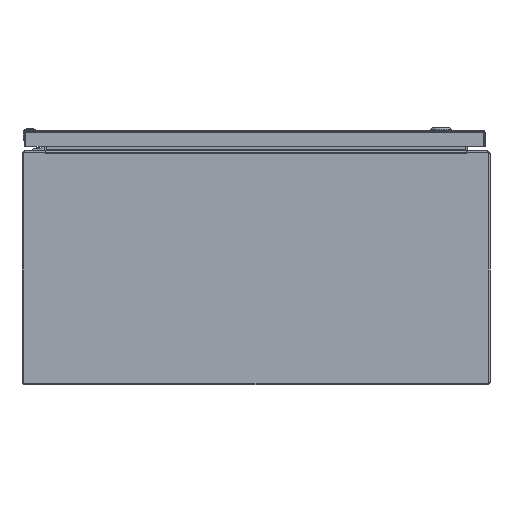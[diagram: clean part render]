
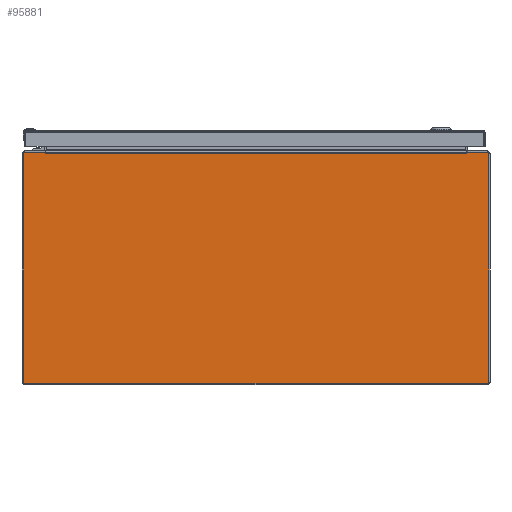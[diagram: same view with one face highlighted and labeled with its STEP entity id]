
A CAD part, front view. The second image highlights one B-rep face of the part: STEP entity #95881.
In plain terms, the highlighted planar face has unit normal (0, -1, 0).
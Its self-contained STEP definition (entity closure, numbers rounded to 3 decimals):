
#901 = DIRECTION ( 'NONE',  ( -0.174, 0., 0.985 ) ) ;
#3069 = CARTESIAN_POINT ( 'NONE',  ( -10.828, -24., 5.937 ) ) ;
#3535 = EDGE_CURVE ( 'NONE', #41752, #159073, #56627, .T. ) ;
#4050 = CARTESIAN_POINT ( 'NONE',  ( -11.937, -24., 5.857 ) ) ;
#5252 = CIRCLE ( 'NONE', #150475, 0.08 ) ;
#5805 = CARTESIAN_POINT ( 'NONE',  ( -11.937, -24., 0. ) ) ;
#6844 = VECTOR ( 'NONE', #113965, 39.37 ) ;
#7558 = EDGE_CURVE ( 'NONE', #19301, #47756, #108297, .T. ) ;
#8554 = DIRECTION ( 'NONE',  ( 0., -1., 0. ) ) ;
#9326 = VECTOR ( 'NONE', #901, 39.37 ) ;
#11928 = AXIS2_PLACEMENT_3D ( 'NONE', #82151, #63064, #148623 ) ;
#12681 = CARTESIAN_POINT ( 'NONE',  ( -10.814, -24., 5.855 ) ) ;
#12992 = DIRECTION ( 'NONE',  ( 0., 0., -1. ) ) ;
#13858 = VERTEX_POINT ( 'NONE', #128494 ) ;
#19301 = VERTEX_POINT ( 'NONE', #150506 ) ;
#20337 = CARTESIAN_POINT ( 'NONE',  ( 0., -24., 0. ) ) ;
#21372 = CARTESIAN_POINT ( 'NONE',  ( 10.828, -24., 5.937 ) ) ;
#24475 = VERTEX_POINT ( 'NONE', #65607 ) ;
#25041 = VERTEX_POINT ( 'NONE', #155976 ) ;
#25627 = VECTOR ( 'NONE', #97270, 39.37 ) ;
#25797 = EDGE_LOOP ( 'NONE', ( #31871, #133705, #68837, #41428, #64553, #56091, #37392, #155587, #61578, #59791, #120263, #73199, #33935, #35549 ) ) ;
#27035 = EDGE_CURVE ( 'NONE', #164661, #131699, #57602, .T. ) ;
#28323 = CARTESIAN_POINT ( 'NONE',  ( 0., -24., 5.855 ) ) ;
#31339 = CARTESIAN_POINT ( 'NONE',  ( 10.814, -24., 5.855 ) ) ;
#31567 = EDGE_CURVE ( 'NONE', #159073, #19301, #143719, .T. ) ;
#31871 = ORIENTED_EDGE ( 'NONE', *, *, #126663, .F. ) ;
#32158 = PLANE ( 'NONE',  #67260 ) ;
#33935 = ORIENTED_EDGE ( 'NONE', *, *, #7558, .T. ) ;
#34361 = DIRECTION ( 'NONE',  ( 0., 1., 0. ) ) ;
#35549 = ORIENTED_EDGE ( 'NONE', *, *, #70733, .T. ) ;
#36896 = VERTEX_POINT ( 'NONE', #165500 ) ;
#37392 = ORIENTED_EDGE ( 'NONE', *, *, #68157, .F. ) ;
#38273 = EDGE_CURVE ( 'NONE', #96256, #25041, #111189, .T. ) ;
#39461 = VECTOR ( 'NONE', #102809, 39.37 ) ;
#39916 = CARTESIAN_POINT ( 'NONE',  ( -11.857, -24., -5.857 ) ) ;
#40458 = VECTOR ( 'NONE', #85386, 39.37 ) ;
#41428 = ORIENTED_EDGE ( 'NONE', *, *, #135655, .F. ) ;
#41430 = EDGE_CURVE ( 'NONE', #24475, #41752, #72749, .T. ) ;
#41474 = DIRECTION ( 'NONE',  ( 1., 0., 0. ) ) ;
#41752 = VERTEX_POINT ( 'NONE', #31339 ) ;
#43108 = CARTESIAN_POINT ( 'NONE',  ( 0., -24., 5.937 ) ) ;
#43771 = CIRCLE ( 'NONE', #162100, 0.08 ) ;
#46644 = CARTESIAN_POINT ( 'NONE',  ( 0., -24., -5.937 ) ) ;
#47021 = CARTESIAN_POINT ( 'NONE',  ( 11.937, -24., 5.857 ) ) ;
#47756 = VERTEX_POINT ( 'NONE', #118171 ) ;
#55457 = CARTESIAN_POINT ( 'NONE',  ( 11.857, -24., 5.937 ) ) ;
#55772 = VECTOR ( 'NONE', #121760, 39.37 ) ;
#56091 = ORIENTED_EDGE ( 'NONE', *, *, #100045, .F. ) ;
#56627 = LINE ( 'NONE', #127266, #39461 ) ;
#57411 = FACE_OUTER_BOUND ( 'NONE', #25797, .T. ) ;
#57602 = CIRCLE ( 'NONE', #11928, 0.08 ) ;
#59791 = ORIENTED_EDGE ( 'NONE', *, *, #41430, .T. ) ;
#61266 = CARTESIAN_POINT ( 'NONE',  ( 11.857, -24., -5.857 ) ) ;
#61578 = ORIENTED_EDGE ( 'NONE', *, *, #96259, .F. ) ;
#63064 = DIRECTION ( 'NONE',  ( 0., 1., 0. ) ) ;
#64553 = ORIENTED_EDGE ( 'NONE', *, *, #86661, .F. ) ;
#65607 = CARTESIAN_POINT ( 'NONE',  ( 10.828, -24., 5.937 ) ) ;
#67260 = AXIS2_PLACEMENT_3D ( 'NONE', #20337, #8554, #70071 ) ;
#68157 = EDGE_CURVE ( 'NONE', #131699, #158927, #162724, .T. ) ;
#68837 = ORIENTED_EDGE ( 'NONE', *, *, #121221, .F. ) ;
#70071 = DIRECTION ( 'NONE',  ( 0., 0., -1. ) ) ;
#70733 = EDGE_CURVE ( 'NONE', #47756, #122422, #153343, .T. ) ;
#72030 = CARTESIAN_POINT ( 'NONE',  ( 0., -24., 5.855 ) ) ;
#72749 = LINE ( 'NONE', #21372, #6844 ) ;
#73199 = ORIENTED_EDGE ( 'NONE', *, *, #31567, .T. ) ;
#73910 = DIRECTION ( 'NONE',  ( 0., 0., -1. ) ) ;
#82151 = CARTESIAN_POINT ( 'NONE',  ( 11.857, -24., 5.857 ) ) ;
#84330 = CARTESIAN_POINT ( 'NONE',  ( 11.937, -24., -5.857 ) ) ;
#85386 = DIRECTION ( 'NONE',  ( -1., 0., 0. ) ) ;
#86661 = EDGE_CURVE ( 'NONE', #13858, #36896, #148559, .T. ) ;
#90019 = CARTESIAN_POINT ( 'NONE',  ( -11.857, -24., 5.857 ) ) ;
#95881 = ADVANCED_FACE ( 'NONE', ( #57411 ), #32158, .T. ) ;
#96256 = VERTEX_POINT ( 'NONE', #4050 ) ;
#96259 = EDGE_CURVE ( 'NONE', #24475, #164661, #132874, .T. ) ;
#97270 = DIRECTION ( 'NONE',  ( -1., 0., 0. ) ) ;
#97835 = DIRECTION ( 'NONE',  ( 0., 0., -1. ) ) ;
#100045 = EDGE_CURVE ( 'NONE', #158927, #13858, #43771, .T. ) ;
#102809 = DIRECTION ( 'NONE',  ( -1., 0., 0. ) ) ;
#105020 = VECTOR ( 'NONE', #132042, 39.37 ) ;
#107682 = CARTESIAN_POINT ( 'NONE',  ( 10.798, -24., 5.855 ) ) ;
#108297 = LINE ( 'NONE', #72030, #55772 ) ;
#108561 = AXIS2_PLACEMENT_3D ( 'NONE', #90019, #128760, #130429 ) ;
#111017 = VECTOR ( 'NONE', #97835, 39.37 ) ;
#111189 = CIRCLE ( 'NONE', #108561, 0.08 ) ;
#113965 = DIRECTION ( 'NONE',  ( -0.174, 0., -0.985 ) ) ;
#114976 = VECTOR ( 'NONE', #41474, 39.37 ) ;
#116602 = CARTESIAN_POINT ( 'NONE',  ( -11.937, -24., -5.857 ) ) ;
#117760 = VERTEX_POINT ( 'NONE', #116602 ) ;
#118171 = CARTESIAN_POINT ( 'NONE',  ( -10.814, -24., 5.855 ) ) ;
#120263 = ORIENTED_EDGE ( 'NONE', *, *, #3535, .T. ) ;
#121221 = EDGE_CURVE ( 'NONE', #117760, #96256, #147267, .T. ) ;
#121760 = DIRECTION ( 'NONE',  ( -1., 0., 0. ) ) ;
#122422 = VERTEX_POINT ( 'NONE', #3069 ) ;
#126663 = EDGE_CURVE ( 'NONE', #25041, #122422, #158520, .T. ) ;
#127266 = CARTESIAN_POINT ( 'NONE',  ( 10.806, -24., 5.855 ) ) ;
#128494 = CARTESIAN_POINT ( 'NONE',  ( 11.857, -24., -5.937 ) ) ;
#128760 = DIRECTION ( 'NONE',  ( 0., 1., 0. ) ) ;
#130429 = DIRECTION ( 'NONE',  ( 0., 0., -1. ) ) ;
#131691 = DIRECTION ( 'NONE',  ( 0., 1., 0. ) ) ;
#131699 = VERTEX_POINT ( 'NONE', #47021 ) ;
#132042 = DIRECTION ( 'NONE',  ( 1., 0., 0. ) ) ;
#132874 = LINE ( 'NONE', #156511, #105020 ) ;
#133705 = ORIENTED_EDGE ( 'NONE', *, *, #38273, .F. ) ;
#134110 = CARTESIAN_POINT ( 'NONE',  ( 11.937, -24., 0. ) ) ;
#135655 = EDGE_CURVE ( 'NONE', #36896, #117760, #5252, .T. ) ;
#143719 = LINE ( 'NONE', #28323, #25627 ) ;
#147267 = LINE ( 'NONE', #5805, #165159 ) ;
#148559 = LINE ( 'NONE', #46644, #40458 ) ;
#148623 = DIRECTION ( 'NONE',  ( 0., 0., -1. ) ) ;
#150475 = AXIS2_PLACEMENT_3D ( 'NONE', #39916, #131691, #12992 ) ;
#150506 = CARTESIAN_POINT ( 'NONE',  ( -10.798, -24., 5.855 ) ) ;
#153343 = LINE ( 'NONE', #12681, #9326 ) ;
#155587 = ORIENTED_EDGE ( 'NONE', *, *, #27035, .F. ) ;
#155976 = CARTESIAN_POINT ( 'NONE',  ( -11.857, -24., 5.937 ) ) ;
#156511 = CARTESIAN_POINT ( 'NONE',  ( 0., -24., 5.937 ) ) ;
#158520 = LINE ( 'NONE', #43108, #114976 ) ;
#158927 = VERTEX_POINT ( 'NONE', #84330 ) ;
#159073 = VERTEX_POINT ( 'NONE', #107682 ) ;
#159959 = DIRECTION ( 'NONE',  ( 0., 0., 1. ) ) ;
#162100 = AXIS2_PLACEMENT_3D ( 'NONE', #61266, #34361, #73910 ) ;
#162724 = LINE ( 'NONE', #134110, #111017 ) ;
#164661 = VERTEX_POINT ( 'NONE', #55457 ) ;
#165159 = VECTOR ( 'NONE', #159959, 39.37 ) ;
#165500 = CARTESIAN_POINT ( 'NONE',  ( -11.857, -24., -5.937 ) ) ;
